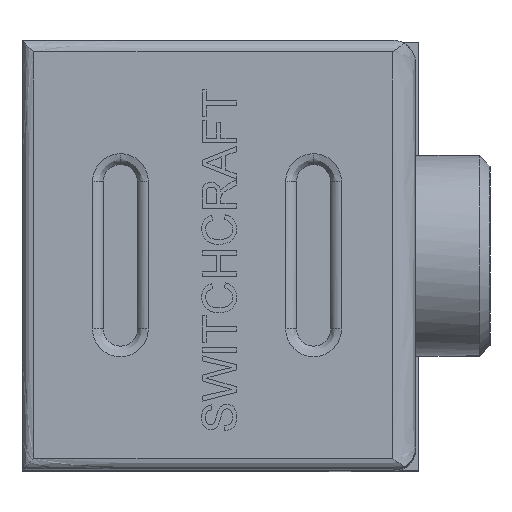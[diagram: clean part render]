
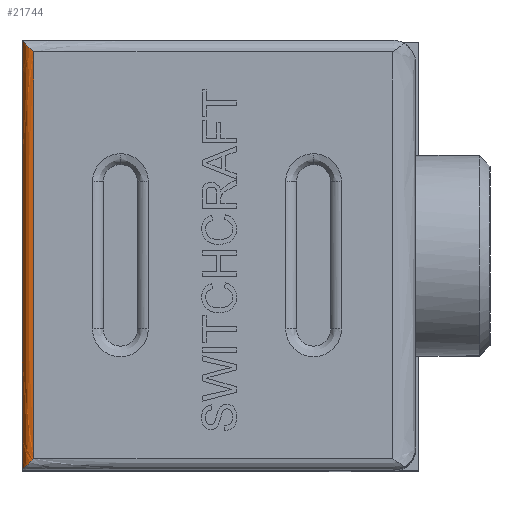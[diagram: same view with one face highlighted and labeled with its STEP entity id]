
A CAD part, top view. The second image highlights one B-rep face of the part: STEP entity #21744.
In plain terms, the highlighted free-form (B-spline) face has degree [2, 1] with [3, 2] control points.
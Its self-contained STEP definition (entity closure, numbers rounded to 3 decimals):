
#3053 = B_SPLINE_SURFACE_WITH_KNOTS('',1,1,(
    (#3054,#3055)
    ,(#3056,#3057
  )),.UNSPECIFIED.,.F.,.F.,.F.,(2,2),(2,2),(-7.112,7.112),(0.813,
    13.371),.PIECEWISE_BEZIER_KNOTS.);
#3054 = CARTESIAN_POINT('',(-7.112,8.044,
    -0.406));
#3055 = CARTESIAN_POINT('',(-7.112,8.044,
    -12.964));
#3056 = CARTESIAN_POINT('',(7.112,8.044,
    -0.406));
#3057 = CARTESIAN_POINT('',(7.112,8.044,
    -12.964));
#3343 = ( BOUNDED_SURFACE() B_SPLINE_SURFACE(2,1,(
    (#3344,#3345)
    ,(#3346,#3347)
    ,(#3348,#3349
)),.UNSPECIFIED.,.F.,.F.,.F.) B_SPLINE_SURFACE_WITH_KNOTS((3,3),(2,2),(
    0.,1.571),(-13.777,-0.389),
.PIECEWISE_BEZIER_KNOTS.) GEOMETRIC_REPRESENTATION_ITEM() 
RATIONAL_B_SPLINE_SURFACE((
    (1.,1.)
    ,(0.707,0.707)
,(1.,1.))) REPRESENTATION_ITEM('') SURFACE() );
#3344 = CARTESIAN_POINT('',(7.518,7.637,
    -13.37));
#3345 = CARTESIAN_POINT('',(7.518,7.637,
    0.017));
#3346 = CARTESIAN_POINT('',(7.518,8.044,
    -13.37));
#3347 = CARTESIAN_POINT('',(7.518,8.044,
    0.017));
#3348 = CARTESIAN_POINT('',(7.112,8.044,
    -13.37));
#3349 = CARTESIAN_POINT('',(7.112,8.044,
    0.017));
#3397 = ( BOUNDED_SURFACE() B_SPLINE_SURFACE(2,1,(
    (#3398,#3399)
    ,(#3400,#3401)
    ,(#3402,#3403
)),.UNSPECIFIED.,.F.,.F.,.F.) B_SPLINE_SURFACE_WITH_KNOTS((3,3),(2,2),(
    0.,1.571),(-11.422,1.966),
.PIECEWISE_BEZIER_KNOTS.) GEOMETRIC_REPRESENTATION_ITEM() 
RATIONAL_B_SPLINE_SURFACE((
    (1.,1.)
    ,(0.707,0.707)
,(1.,1.))) REPRESENTATION_ITEM('') SURFACE() );
#3398 = CARTESIAN_POINT('',(-7.518,7.637,
    0.017));
#3399 = CARTESIAN_POINT('',(-7.518,7.637,
    -13.37));
#3400 = CARTESIAN_POINT('',(-7.518,8.044,
    0.017));
#3401 = CARTESIAN_POINT('',(-7.518,8.044,
    -13.37));
#3402 = CARTESIAN_POINT('',(-7.112,8.044,
    0.017));
#3403 = CARTESIAN_POINT('',(-7.112,8.044,
    -13.37));
#3469 = VERTEX_POINT('',#3470);
#3470 = CARTESIAN_POINT('',(7.518,7.638,-13.37
    ));
#3487 = B_SPLINE_SURFACE_WITH_KNOTS('',1,1,(
    (#3488,#3489)
    ,(#3490,#3491
    )),.UNSPECIFIED.,.F.,.F.,.F.,(2,2),(2,2),(-28.981,
    -0.406),(-0.417,14.62),
  .PIECEWISE_BEZIER_KNOTS.);
#3488 = CARTESIAN_POINT('',(-7.518,-20.938,
    -13.374));
#3489 = CARTESIAN_POINT('',(7.518,-20.938,
    -13.374));
#3490 = CARTESIAN_POINT('',(-7.518,7.638,
    -13.37));
#3491 = CARTESIAN_POINT('',(7.518,7.638,-13.37
    ));
#3700 = EDGE_CURVE('',#3701,#3469,#3703,.T.);
#3701 = VERTEX_POINT('',#3702);
#3702 = CARTESIAN_POINT('',(7.112,8.044,
    -12.964));
#3703 = SURFACE_CURVE('',#3704,(#3709,#3716),.PCURVE_S1.);
#3704 = ( BOUNDED_CURVE() B_SPLINE_CURVE(3,(#3705,#3706,#3707,#3708),
.UNSPECIFIED.,.F.,.F.) B_SPLINE_CURVE_WITH_KNOTS((4,4),(1.571,
3.141),.PIECEWISE_BEZIER_KNOTS.) CURVE() 
GEOMETRIC_REPRESENTATION_ITEM() RATIONAL_B_SPLINE_CURVE((1.,
0.805,0.805,1.)) REPRESENTATION_ITEM('') );
#3705 = CARTESIAN_POINT('',(7.112,8.044,
    -12.964));
#3706 = CARTESIAN_POINT('',(7.35,8.044,
    -13.202));
#3707 = CARTESIAN_POINT('',(7.518,7.876,
    -13.37));
#3708 = CARTESIAN_POINT('',(7.518,7.638,-13.37
    ));
#3709 = PCURVE('',#3343,#3710);
#3710 = DEFINITIONAL_REPRESENTATION('',(#3711),#3715);
#3711 = B_SPLINE_CURVE_WITH_KNOTS('',2,(#3712,#3713,#3714),
  .UNSPECIFIED.,.F.,.F.,(3,3),(1.571,3.141),
  .PIECEWISE_BEZIER_KNOTS.);
#3712 = CARTESIAN_POINT('',(1.571,-13.371));
#3713 = CARTESIAN_POINT('',(0.785,-13.737));
#3714 = CARTESIAN_POINT('',(0.,-13.777));
#3715 = ( GEOMETRIC_REPRESENTATION_CONTEXT(2) 
PARAMETRIC_REPRESENTATION_CONTEXT() REPRESENTATION_CONTEXT('2D SPACE',''
  ) );
#3716 = PCURVE('',#3717,#3724);
#3717 = ( BOUNDED_SURFACE() B_SPLINE_SURFACE(2,1,(
    (#3718,#3719)
    ,(#3720,#3721)
    ,(#3722,#3723
)),.UNSPECIFIED.,.F.,.F.,.F.) B_SPLINE_SURFACE_WITH_KNOTS((3,3),(2,2),(
    1.571,3.142),(-0.417,14.62),
.PIECEWISE_BEZIER_KNOTS.) GEOMETRIC_REPRESENTATION_ITEM() 
RATIONAL_B_SPLINE_SURFACE((
    (1.,1.)
    ,(0.707,0.707)
,(1.,1.))) REPRESENTATION_ITEM('') SURFACE() );
#3718 = CARTESIAN_POINT('',(-7.518,7.637,
    -13.37));
#3719 = CARTESIAN_POINT('',(7.518,7.637,
    -13.37));
#3720 = CARTESIAN_POINT('',(-7.518,8.044,
    -13.37));
#3721 = CARTESIAN_POINT('',(7.518,8.044,
    -13.37));
#3722 = CARTESIAN_POINT('',(-7.518,8.044,
    -12.964));
#3723 = CARTESIAN_POINT('',(7.518,8.044,
    -12.964));
#3724 = DEFINITIONAL_REPRESENTATION('',(#3725),#3729);
#3725 = B_SPLINE_CURVE_WITH_KNOTS('',2,(#3726,#3727,#3728),
  .UNSPECIFIED.,.F.,.F.,(3,3),(1.571,3.141),
  .PIECEWISE_BEZIER_KNOTS.);
#3726 = CARTESIAN_POINT('',(3.142,14.214));
#3727 = CARTESIAN_POINT('',(2.356,14.58));
#3728 = CARTESIAN_POINT('',(1.571,14.62));
#3729 = ( GEOMETRIC_REPRESENTATION_CONTEXT(2) 
PARAMETRIC_REPRESENTATION_CONTEXT() REPRESENTATION_CONTEXT('2D SPACE',''
  ) );
#3891 = VERTEX_POINT('',#3892);
#3892 = CARTESIAN_POINT('',(-7.518,7.637,
    -13.37));
#3978 = VERTEX_POINT('',#3979);
#3979 = CARTESIAN_POINT('',(-7.112,8.044,
    -12.964));
#3998 = EDGE_CURVE('',#3891,#3978,#3999,.T.);
#3999 = SURFACE_CURVE('',#4000,(#4005,#4012),.PCURVE_S1.);
#4000 = ( BOUNDED_CURVE() B_SPLINE_CURVE(3,(#4001,#4002,#4003,#4004),
.UNSPECIFIED.,.F.,.F.) B_SPLINE_CURVE_WITH_KNOTS((4,4),(
0.,1.571),.PIECEWISE_BEZIER_KNOTS.) CURVE() 
GEOMETRIC_REPRESENTATION_ITEM() RATIONAL_B_SPLINE_CURVE((1.,
0.805,0.805,1.)) REPRESENTATION_ITEM('') );
#4001 = CARTESIAN_POINT('',(-7.518,7.637,
    -13.37));
#4002 = CARTESIAN_POINT('',(-7.518,7.876,
    -13.37));
#4003 = CARTESIAN_POINT('',(-7.35,8.044,
    -13.202));
#4004 = CARTESIAN_POINT('',(-7.112,8.044,
    -12.964));
#4005 = PCURVE('',#3397,#4006);
#4006 = DEFINITIONAL_REPRESENTATION('',(#4007),#4011);
#4007 = B_SPLINE_CURVE_WITH_KNOTS('',2,(#4008,#4009,#4010),
  .UNSPECIFIED.,.F.,.F.,(3,3),(0.,1.571),
  .PIECEWISE_BEZIER_KNOTS.);
#4008 = CARTESIAN_POINT('',(0.,1.966));
#4009 = CARTESIAN_POINT('',(0.785,1.926));
#4010 = CARTESIAN_POINT('',(1.571,1.56));
#4011 = ( GEOMETRIC_REPRESENTATION_CONTEXT(2) 
PARAMETRIC_REPRESENTATION_CONTEXT() REPRESENTATION_CONTEXT('2D SPACE',''
  ) );
#4012 = PCURVE('',#3717,#4013);
#4013 = DEFINITIONAL_REPRESENTATION('',(#4014),#4018);
#4014 = B_SPLINE_CURVE_WITH_KNOTS('',2,(#4015,#4016,#4017),
  .UNSPECIFIED.,.F.,.F.,(3,3),(0.,1.571),
  .PIECEWISE_BEZIER_KNOTS.);
#4015 = CARTESIAN_POINT('',(1.571,-0.417));
#4016 = CARTESIAN_POINT('',(2.356,-0.376));
#4017 = CARTESIAN_POINT('',(3.142,-0.01));
#4018 = ( GEOMETRIC_REPRESENTATION_CONTEXT(2) 
PARAMETRIC_REPRESENTATION_CONTEXT() REPRESENTATION_CONTEXT('2D SPACE',''
  ) );
#5413 = EDGE_CURVE('',#3701,#3978,#5414,.T.);
#5414 = SURFACE_CURVE('',#5415,(#5418,#5424),.PCURVE_S1.);
#5415 = B_SPLINE_CURVE_WITH_KNOTS('',1,(#5416,#5417),.UNSPECIFIED.,.F.,
  .F.,(2,2),(-7.112,7.112),.PIECEWISE_BEZIER_KNOTS.);
#5416 = CARTESIAN_POINT('',(7.112,8.044,
    -12.964));
#5417 = CARTESIAN_POINT('',(-7.112,8.044,
    -12.964));
#5418 = PCURVE('',#3053,#5419);
#5419 = DEFINITIONAL_REPRESENTATION('',(#5420),#5423);
#5420 = B_SPLINE_CURVE_WITH_KNOTS('',1,(#5421,#5422),.UNSPECIFIED.,.F.,
  .F.,(2,2),(-7.112,7.112),.PIECEWISE_BEZIER_KNOTS.);
#5421 = CARTESIAN_POINT('',(7.112,13.371));
#5422 = CARTESIAN_POINT('',(-7.112,13.371));
#5423 = ( GEOMETRIC_REPRESENTATION_CONTEXT(2) 
PARAMETRIC_REPRESENTATION_CONTEXT() REPRESENTATION_CONTEXT('2D SPACE',''
  ) );
#5424 = PCURVE('',#3717,#5425);
#5425 = DEFINITIONAL_REPRESENTATION('',(#5426),#5430);
#5426 = B_SPLINE_CURVE_WITH_KNOTS('',2,(#5427,#5428,#5429),
  .UNSPECIFIED.,.F.,.F.,(3,3),(-7.112,7.112),.PIECEWISE_BEZIER_KNOTS.);
#5427 = CARTESIAN_POINT('',(3.142,14.214));
#5428 = CARTESIAN_POINT('',(3.142,7.102));
#5429 = CARTESIAN_POINT('',(3.142,-0.01));
#5430 = ( GEOMETRIC_REPRESENTATION_CONTEXT(2) 
PARAMETRIC_REPRESENTATION_CONTEXT() REPRESENTATION_CONTEXT('2D SPACE',''
  ) );
#21402 = EDGE_CURVE('',#3891,#3469,#21403,.T.);
#21403 = SURFACE_CURVE('',#21404,(#21407,#21413),.PCURVE_S1.);
#21404 = B_SPLINE_CURVE_WITH_KNOTS('',1,(#21405,#21406),.UNSPECIFIED.,
  .F.,.F.,(2,2),(-0.417,14.62),
  .PIECEWISE_BEZIER_KNOTS.);
#21405 = CARTESIAN_POINT('',(-7.518,7.638,
    -13.37));
#21406 = CARTESIAN_POINT('',(7.518,7.638,
    -13.37));
#21407 = PCURVE('',#3487,#21408);
#21408 = DEFINITIONAL_REPRESENTATION('',(#21409),#21412);
#21409 = B_SPLINE_CURVE_WITH_KNOTS('',1,(#21410,#21411),.UNSPECIFIED.,
  .F.,.F.,(2,2),(-0.417,14.62),
  .PIECEWISE_BEZIER_KNOTS.);
#21410 = CARTESIAN_POINT('',(-0.406,-0.417));
#21411 = CARTESIAN_POINT('',(-0.406,14.62));
#21412 = ( GEOMETRIC_REPRESENTATION_CONTEXT(2) 
PARAMETRIC_REPRESENTATION_CONTEXT() REPRESENTATION_CONTEXT('2D SPACE',''
  ) );
#21413 = PCURVE('',#3717,#21414);
#21414 = DEFINITIONAL_REPRESENTATION('',(#21415),#21419);
#21415 = B_SPLINE_CURVE_WITH_KNOTS('',2,(#21416,#21417,#21418),
  .UNSPECIFIED.,.F.,.F.,(3,3),(-0.417,14.62),
  .PIECEWISE_BEZIER_KNOTS.);
#21416 = CARTESIAN_POINT('',(1.571,-0.417));
#21417 = CARTESIAN_POINT('',(1.571,7.102));
#21418 = CARTESIAN_POINT('',(1.571,14.62));
#21419 = ( GEOMETRIC_REPRESENTATION_CONTEXT(2) 
PARAMETRIC_REPRESENTATION_CONTEXT() REPRESENTATION_CONTEXT('2D SPACE',''
  ) );
#21744 = ADVANCED_FACE('',(#21745),#3717,.T.);
#21745 = FACE_BOUND('',#21746,.T.);
#21746 = EDGE_LOOP('',(#21747,#21748,#21749,#21750));
#21747 = ORIENTED_EDGE('',*,*,#21402,.F.);
#21748 = ORIENTED_EDGE('',*,*,#3998,.T.);
#21749 = ORIENTED_EDGE('',*,*,#5413,.F.);
#21750 = ORIENTED_EDGE('',*,*,#3700,.T.);
